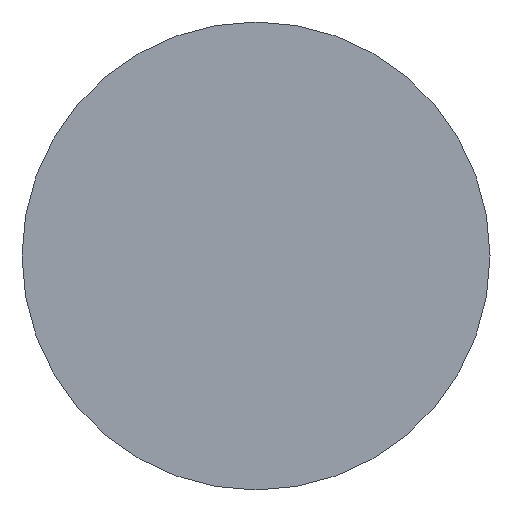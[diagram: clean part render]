
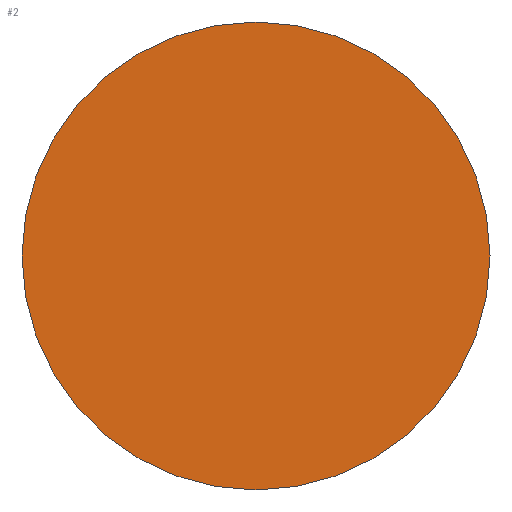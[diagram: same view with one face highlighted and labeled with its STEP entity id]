
A CAD part, front view. The second image highlights one B-rep face of the part: STEP entity #2.
In plain terms, the highlighted planar face has unit normal (0, -1, 0).
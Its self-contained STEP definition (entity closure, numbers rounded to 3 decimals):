
#2 = ADVANCED_FACE ( 'NONE', ( #311 ), #52, .T. ) ;
#6 = AXIS2_PLACEMENT_3D ( 'NONE', #214, #295, #187 ) ;
#42 = CARTESIAN_POINT ( 'NONE',  ( -14.762, 19.949, 0. ) ) ;
#52 = PLANE ( 'NONE',  #228 ) ;
#56 = DIRECTION ( 'NONE',  ( 0., -1., 0. ) ) ;
#58 = CIRCLE ( 'NONE', #250, 2.5 ) ;
#81 = VERTEX_POINT ( 'NONE', #148 ) ;
#111 = CARTESIAN_POINT ( 'NONE',  ( -14.762, 19.949, -2.5 ) ) ;
#143 = DIRECTION ( 'NONE',  ( 0., 0., 1. ) ) ;
#148 = CARTESIAN_POINT ( 'NONE',  ( -14.762, 19.949, 2.5 ) ) ;
#162 = ORIENTED_EDGE ( 'NONE', *, *, #221, .F. ) ;
#187 = DIRECTION ( 'NONE',  ( 0., 0., 1. ) ) ;
#214 = CARTESIAN_POINT ( 'NONE',  ( -14.762, 19.949, 0. ) ) ;
#221 = EDGE_CURVE ( 'NONE', #81, #290, #58, .T. ) ;
#228 = AXIS2_PLACEMENT_3D ( 'NONE', #232, #56, #257 ) ;
#232 = CARTESIAN_POINT ( 'NONE',  ( -14.762, 19.949, 0. ) ) ;
#248 = DIRECTION ( 'NONE',  ( 0., 1., 0. ) ) ;
#250 = AXIS2_PLACEMENT_3D ( 'NONE', #42, #248, #143 ) ;
#257 = DIRECTION ( 'NONE',  ( 0., 0., -1. ) ) ;
#286 = CIRCLE ( 'NONE', #6, 2.5 ) ;
#290 = VERTEX_POINT ( 'NONE', #111 ) ;
#295 = DIRECTION ( 'NONE',  ( 0., 1., 0. ) ) ;
#309 = EDGE_LOOP ( 'NONE', ( #162, #314 ) ) ;
#311 = FACE_OUTER_BOUND ( 'NONE', #309, .T. ) ;
#314 = ORIENTED_EDGE ( 'NONE', *, *, #316, .F. ) ;
#316 = EDGE_CURVE ( 'NONE', #290, #81, #286, .T. ) ;
